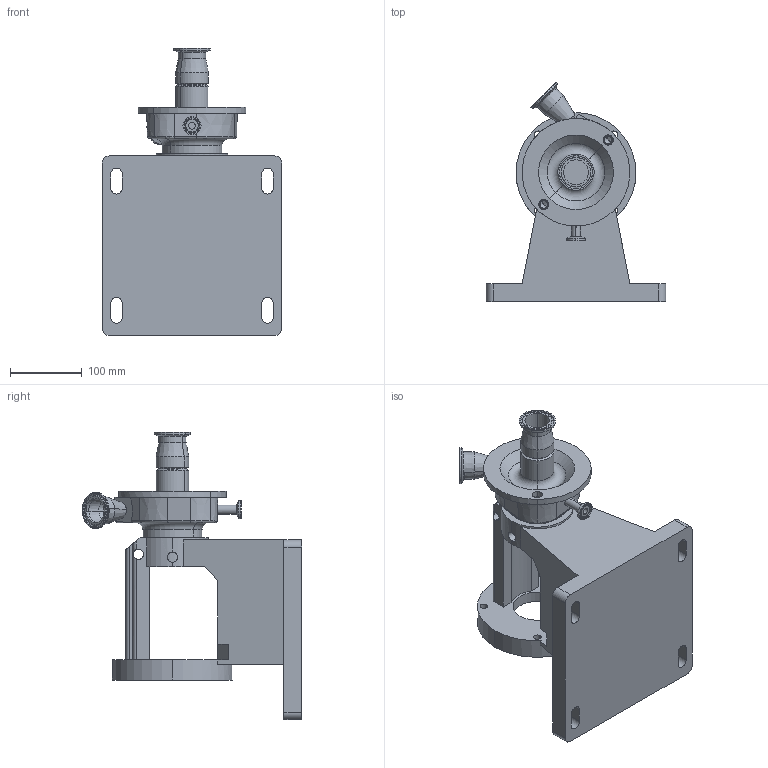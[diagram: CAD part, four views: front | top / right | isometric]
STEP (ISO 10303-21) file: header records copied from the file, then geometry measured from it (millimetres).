
FILE_DESCRIPTION (( 'STEP AP214' ), '1' );
FILE_NAME ('FP 700 140TC 45L 1-2 In STRAIGHT DRAIN.STEP', '2010-03-02T19:57:03', ( ' ' ), ( '' ), 'SwSTEP 2.0', 'SolidWorks 2010', '' );
FILE_SCHEMA (( 'AUTOMOTIVE_DESIGN' ));
Length unit declared in the file: millimetre
Products named in the file (2): FP 700 140TC 45L 1-2 In STRAIGHT DRAIN^1275000102; FP 700 140TC 45L 1-2 In STRAIGHT DRAIN
Assembly tree (1 placements, depth 2):
  FP 700 140TC 45L 1-2 In STRAIGHT DRAIN
    FP 700 140TC 45L 1-2 In STRAIGHT DRAIN^1275000102
Bounding box: 250 x 305.63 x 399.6 mm (x, y, z)
Volume: 5344340.3 mm3; surface area: 447065.1 mm2
Topology: 1 solids, 1 shells, 299 faces, 759 edges, 467 vertices
Faces by surface type: cylinder 120, plane 83, cone 58, torus 37, sphere 1
Entity records: 9598 total; most frequent: CARTESIAN_POINT 2063, DIRECTION 1697, ORIENTED_EDGE 1510, EDGE_CURVE 755, AXIS2_PLACEMENT_3D 666, VERTEX_POINT 467, LINE 365, VECTOR 365
